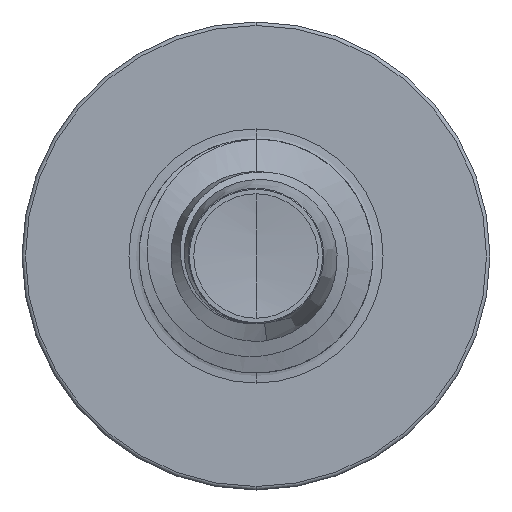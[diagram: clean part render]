
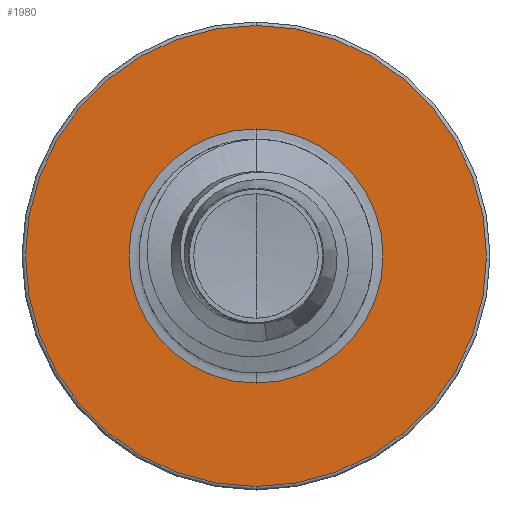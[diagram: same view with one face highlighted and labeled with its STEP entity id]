
A CAD part, front view. The second image highlights one B-rep face of the part: STEP entity #1980.
In plain terms, the highlighted planar face has unit normal (0, -1, 0).
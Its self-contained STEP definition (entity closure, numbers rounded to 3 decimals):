
#64 = AXIS2_PLACEMENT_3D ( 'NONE', #3330, #9538, #4898 ) ;
#277 = EDGE_CURVE ( 'NONE', #2502, #1962, #7489, .T. ) ;
#321 = FACE_BOUND ( 'NONE', #3413, .T. ) ;
#897 = DIRECTION ( 'NONE',  ( 0., 0., 1. ) ) ;
#906 = DIRECTION ( 'NONE',  ( 0., 1., 0. ) ) ;
#915 = CARTESIAN_POINT ( 'NONE',  ( 0., 3.5, 0. ) ) ;
#951 = EDGE_CURVE ( 'NONE', #2709, #5998, #8089, .T. ) ;
#1338 = AXIS2_PLACEMENT_3D ( 'NONE', #7422, #2712, #8211 ) ;
#1962 = VERTEX_POINT ( 'NONE', #3294 ) ;
#1980 = ADVANCED_FACE ( 'NONE', ( #6627, #321 ), #4046, .F. ) ;
#2280 = CARTESIAN_POINT ( 'NONE',  ( 0., 3.5, 0. ) ) ;
#2502 = VERTEX_POINT ( 'NONE', #3554 ) ;
#2709 = VERTEX_POINT ( 'NONE', #8252 ) ;
#2712 = DIRECTION ( 'NONE',  ( 0., 1., 0. ) ) ;
#3059 = EDGE_CURVE ( 'NONE', #1962, #2502, #3301, .T. ) ;
#3082 = DIRECTION ( 'NONE',  ( 0., 0., 1. ) ) ;
#3294 = CARTESIAN_POINT ( 'NONE',  ( 0., 3.5, -1.97 ) ) ;
#3301 = CIRCLE ( 'NONE', #7665, 1.97 ) ;
#3330 = CARTESIAN_POINT ( 'NONE',  ( 0., 3.5, -1.086 ) ) ;
#3413 = EDGE_LOOP ( 'NONE', ( #6739, #8179 ) ) ;
#3554 = CARTESIAN_POINT ( 'NONE',  ( 0., 3.5, 1.97 ) ) ;
#3750 = AXIS2_PLACEMENT_3D ( 'NONE', #915, #906, #897 ) ;
#4046 = PLANE ( 'NONE',  #64 ) ;
#4898 = DIRECTION ( 'NONE',  ( 0., 0., 1. ) ) ;
#5299 = DIRECTION ( 'NONE',  ( 0., 1., 0. ) ) ;
#5589 = EDGE_CURVE ( 'NONE', #5998, #2709, #7942, .T. ) ;
#5998 = VERTEX_POINT ( 'NONE', #8673 ) ;
#6236 = AXIS2_PLACEMENT_3D ( 'NONE', #9304, #5299, #8273 ) ;
#6627 = FACE_OUTER_BOUND ( 'NONE', #9356, .T. ) ;
#6739 = ORIENTED_EDGE ( 'NONE', *, *, #951, .T. ) ;
#7422 = CARTESIAN_POINT ( 'NONE',  ( 0., 3.5, 0. ) ) ;
#7489 = CIRCLE ( 'NONE', #6236, 1.97 ) ;
#7665 = AXIS2_PLACEMENT_3D ( 'NONE', #2280, #7767, #3082 ) ;
#7767 = DIRECTION ( 'NONE',  ( 0., 1., 0. ) ) ;
#7942 = CIRCLE ( 'NONE', #1338, 1.086 ) ;
#8089 = CIRCLE ( 'NONE', #3750, 1.086 ) ;
#8179 = ORIENTED_EDGE ( 'NONE', *, *, #5589, .T. ) ;
#8211 = DIRECTION ( 'NONE',  ( 0., 0., 1. ) ) ;
#8252 = CARTESIAN_POINT ( 'NONE',  ( 0., 3.5, 1.086 ) ) ;
#8273 = DIRECTION ( 'NONE',  ( 0., 0., 1. ) ) ;
#8672 = ORIENTED_EDGE ( 'NONE', *, *, #277, .F. ) ;
#8673 = CARTESIAN_POINT ( 'NONE',  ( 0., 3.5, -1.086 ) ) ;
#8972 = ORIENTED_EDGE ( 'NONE', *, *, #3059, .F. ) ;
#9304 = CARTESIAN_POINT ( 'NONE',  ( 0., 3.5, 0. ) ) ;
#9356 = EDGE_LOOP ( 'NONE', ( #8672, #8972 ) ) ;
#9538 = DIRECTION ( 'NONE',  ( 0., 1., 0. ) ) ;
